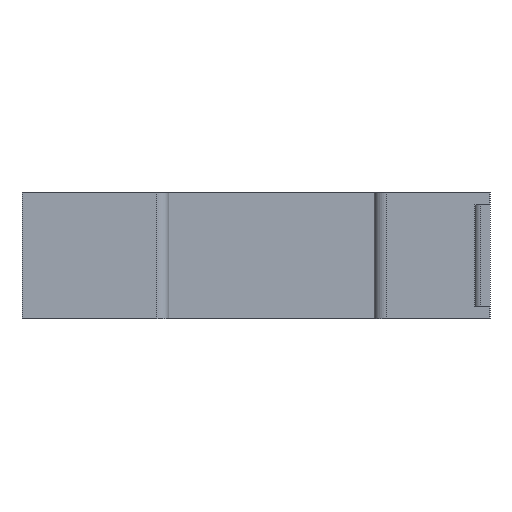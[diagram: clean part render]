
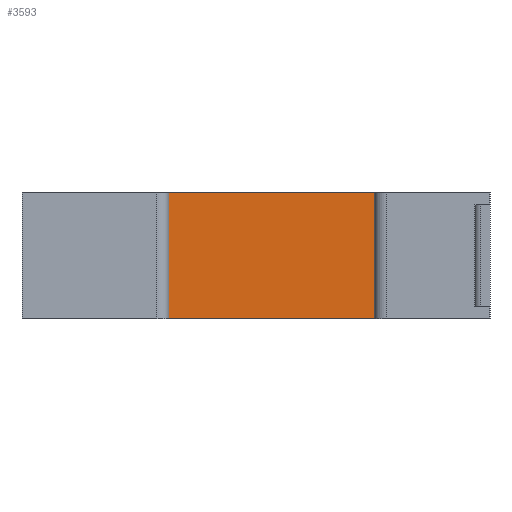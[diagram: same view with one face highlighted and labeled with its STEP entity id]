
A CAD part, front view. The second image highlights one B-rep face of the part: STEP entity #3593.
In plain terms, the highlighted planar face has unit normal (0, -1, 0).
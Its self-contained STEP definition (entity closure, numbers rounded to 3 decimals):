
#77=DIRECTION('',(1.,0.,0.));
#78=VECTOR('',#77,37.2);
#79=CARTESIAN_POINT('',(21.5,5.5,-10.5));
#80=LINE('',#79,#78);
#840=DIRECTION('',(0.,0.,1.));
#841=VECTOR('',#840,21.);
#842=CARTESIAN_POINT('',(58.7,5.5,-10.5));
#843=LINE('',#842,#841);
#848=DIRECTION('',(0.,0.,1.));
#849=VECTOR('',#848,21.);
#850=CARTESIAN_POINT('',(21.5,5.5,-10.5));
#851=LINE('',#850,#849);
#852=DIRECTION('',(1.,0.,0.));
#853=VECTOR('',#852,37.2);
#854=CARTESIAN_POINT('',(21.5,5.5,10.5));
#855=LINE('',#854,#853);
#2029=CARTESIAN_POINT('',(21.5,5.5,-10.5));
#2030=VERTEX_POINT('',#2029);
#2031=CARTESIAN_POINT('',(58.7,5.5,-10.5));
#2032=VERTEX_POINT('',#2031);
#2267=CARTESIAN_POINT('',(58.7,5.5,10.5));
#2268=VERTEX_POINT('',#2267);
#2269=CARTESIAN_POINT('',(21.5,5.5,10.5));
#2270=VERTEX_POINT('',#2269);
#3580=CARTESIAN_POINT('',(21.5,5.5,-10.5));
#3581=DIRECTION('',(0.,-1.,0.));
#3582=DIRECTION('',(1.,0.,0.));
#3583=AXIS2_PLACEMENT_3D('',#3580,#3581,#3582);
#3584=PLANE('',#3583);
#3585=ORIENTED_EDGE('',*,*,#2622,.F.);
#3587=ORIENTED_EDGE('',*,*,#3586,.T.);
#3589=ORIENTED_EDGE('',*,*,#3588,.T.);
#3590=ORIENTED_EDGE('',*,*,#3572,.F.);
#3591=EDGE_LOOP('',(#3585,#3587,#3589,#3590));
#3592=FACE_OUTER_BOUND('',#3591,.F.);
#3593=ADVANCED_FACE('',(#3592),#3584,.T.);
#2622=EDGE_CURVE('',#2030,#2032,#80,.T.);
#3572=EDGE_CURVE('',#2032,#2268,#843,.T.);
#3586=EDGE_CURVE('',#2030,#2270,#851,.T.);
#3588=EDGE_CURVE('',#2270,#2268,#855,.T.);
